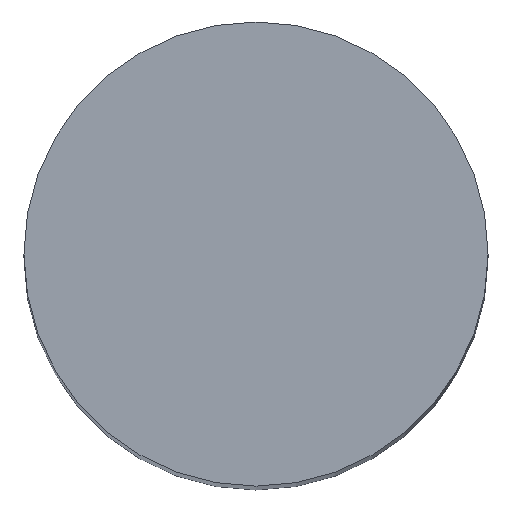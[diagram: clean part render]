
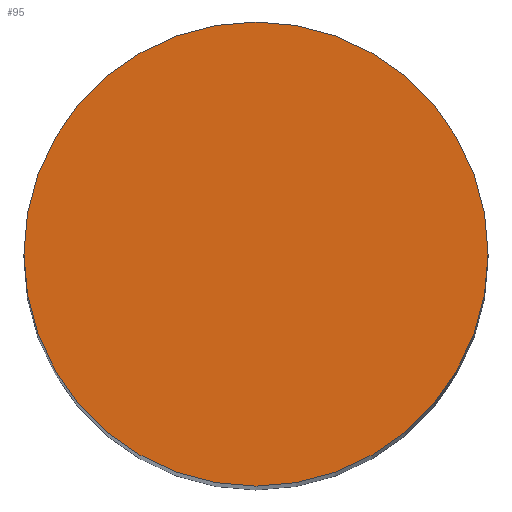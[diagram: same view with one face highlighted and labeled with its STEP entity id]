
A CAD part, top view. The second image highlights one B-rep face of the part: STEP entity #95.
In plain terms, the highlighted planar face has unit normal (0, 0, 1).
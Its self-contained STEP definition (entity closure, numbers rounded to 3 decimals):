
#3 = EDGE_CURVE ( 'NONE', #14, #121, #54, .T. ) ;
#10 = CARTESIAN_POINT ( 'NONE',  ( -2.25, 0., 8. ) ) ;
#14 = VERTEX_POINT ( 'NONE', #24 ) ;
#15 = CARTESIAN_POINT ( 'NONE',  ( 0., 0., 8. ) ) ;
#24 = CARTESIAN_POINT ( 'NONE',  ( 2.25, 0., 8. ) ) ;
#31 = CIRCLE ( 'NONE', #100, 2.25 ) ;
#32 = AXIS2_PLACEMENT_3D ( 'NONE', #15, #110, #67 ) ;
#34 = EDGE_LOOP ( 'NONE', ( #49, #57 ) ) ;
#44 = PLANE ( 'NONE',  #122 ) ;
#46 = CARTESIAN_POINT ( 'NONE',  ( 0., 0., 8. ) ) ;
#49 = ORIENTED_EDGE ( 'NONE', *, *, #3, .T. ) ;
#54 = CIRCLE ( 'NONE', #32, 2.25 ) ;
#57 = ORIENTED_EDGE ( 'NONE', *, *, #83, .T. ) ;
#58 = FACE_OUTER_BOUND ( 'NONE', #34, .T. ) ;
#67 = DIRECTION ( 'NONE',  ( 1., 0., 0. ) ) ;
#83 = EDGE_CURVE ( 'NONE', #121, #14, #31, .T. ) ;
#85 = DIRECTION ( 'NONE',  ( 1., 0., 0. ) ) ;
#95 = ADVANCED_FACE ( 'NONE', ( #58 ), #44, .T. ) ;
#98 = DIRECTION ( 'NONE',  ( 0., 0., 1. ) ) ;
#100 = AXIS2_PLACEMENT_3D ( 'NONE', #46, #98, #124 ) ;
#103 = DIRECTION ( 'NONE',  ( 0., 0., 1. ) ) ;
#105 = CARTESIAN_POINT ( 'NONE',  ( 0., 0., 8. ) ) ;
#110 = DIRECTION ( 'NONE',  ( 0., 0., 1. ) ) ;
#121 = VERTEX_POINT ( 'NONE', #10 ) ;
#122 = AXIS2_PLACEMENT_3D ( 'NONE', #105, #103, #85 ) ;
#124 = DIRECTION ( 'NONE',  ( 1., 0., 0. ) ) ;
